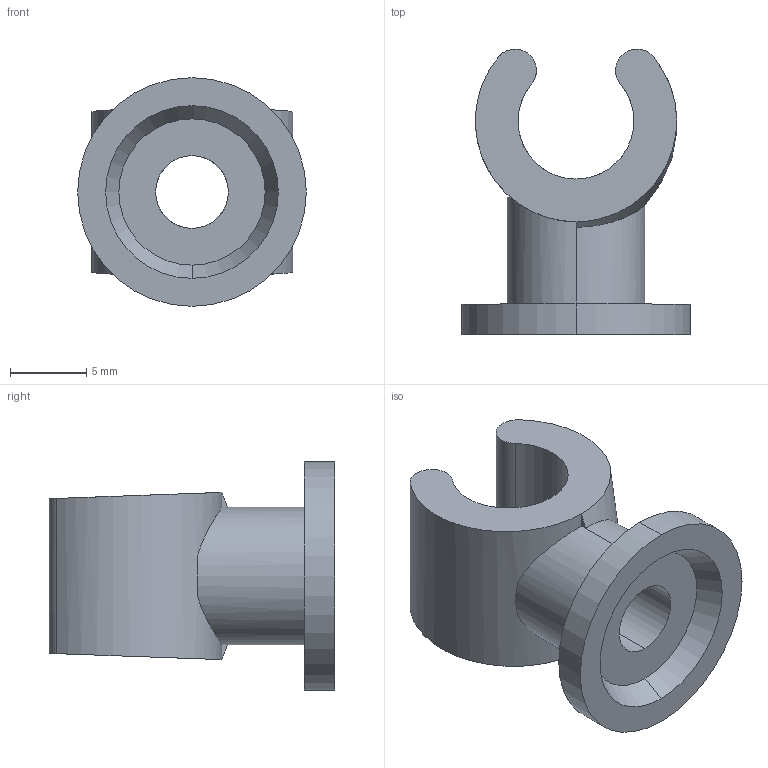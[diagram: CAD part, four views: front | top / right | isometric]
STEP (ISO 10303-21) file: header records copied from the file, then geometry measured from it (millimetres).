
FILE_DESCRIPTION (( 'STEP AP214' ), '1' );
FILE_NAME ('2140071.stp', '2017-08-01T05:59:33', ( '' ), ( '' ), 'SwSTEP 2.0', 'SolidWorks 2016', '' );
FILE_SCHEMA (( 'AUTOMOTIVE_DESIGN' ));
Length unit declared in the file: millimetre
Products named in the file (1): 2140071
Bounding box: 15 x 18.72 x 15 mm (x, y, z)
Volume: 1211.3 mm3; surface area: 1354.2 mm2
Topology: 1 solids, 1 shells, 25 faces, 62 edges, 41 vertices
Faces by surface type: cylinder 14, plane 8, cone 2, bspline 1
Entity records: 966 total; most frequent: CARTESIAN_POINT 386, ORIENTED_EDGE 124, DIRECTION 99, EDGE_CURVE 62, VERTEX_POINT 41, AXIS2_PLACEMENT_3D 40, EDGE_LOOP 29, FACE_OUTER_BOUND 25
